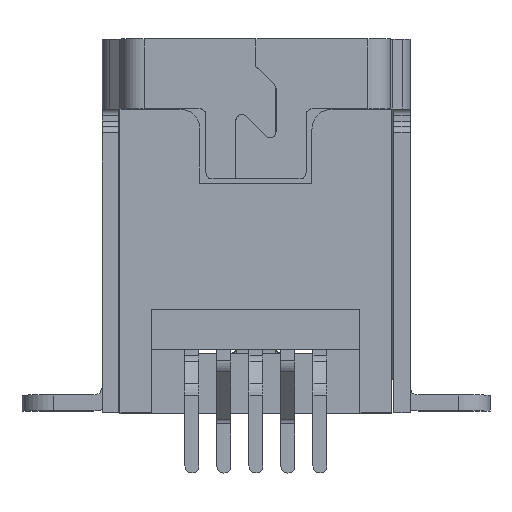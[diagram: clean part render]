
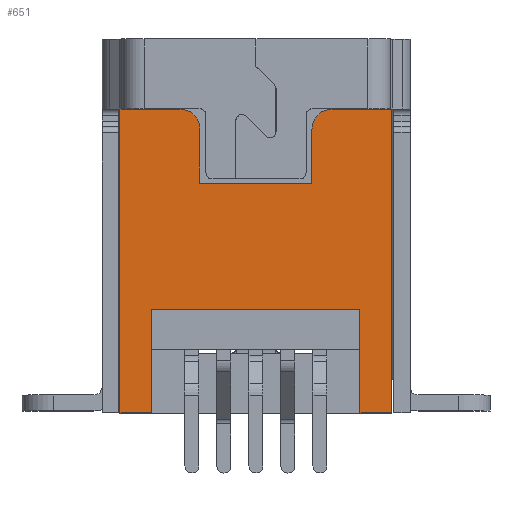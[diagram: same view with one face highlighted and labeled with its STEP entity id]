
A CAD part, top view. The second image highlights one B-rep face of the part: STEP entity #651.
In plain terms, the highlighted face is planar.
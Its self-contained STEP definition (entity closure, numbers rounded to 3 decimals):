
#98 = CARTESIAN_POINT ( 'NONE',  ( 115.666, 190.138, 6.77 ) ) ;
#388 = VECTOR ( 'NONE', #2190, 1000. ) ;
#651 = ADVANCED_FACE ( 'NONE', ( #5464 ), #17365, .F. ) ;
#715 = AXIS2_PLACEMENT_3D ( 'NONE', #3189, #13627, #6026 ) ;
#978 = CARTESIAN_POINT ( 'NONE',  ( 114.866, 190.138, 9.35 ) ) ;
#1030 = VECTOR ( 'NONE', #9572, 1000. ) ;
#1124 = LINE ( 'NONE', #7072, #7561 ) ;
#1264 = DIRECTION ( 'NONE',  ( 1., 0., 0. ) ) ;
#1441 = LINE ( 'NONE', #11595, #12849 ) ;
#1516 = EDGE_CURVE ( 'NONE', #9463, #18128, #17907, .T. ) ;
#1574 = CARTESIAN_POINT ( 'NONE',  ( 121.666, 190.138, 1.76 ) ) ;
#1664 = VECTOR ( 'NONE', #12662, 1000. ) ;
#2075 = CARTESIAN_POINT ( 'NONE',  ( 120.866, 190.138, 6.77 ) ) ;
#2117 = LINE ( 'NONE', #14020, #1664 ) ;
#2190 = DIRECTION ( 'NONE',  ( 1., 0., 0. ) ) ;
#2519 = DIRECTION ( 'NONE',  ( -1., 0., 0. ) ) ;
#3052 = AXIS2_PLACEMENT_3D ( 'NONE', #9955, #15286, #4945 ) ;
#3078 = CARTESIAN_POINT ( 'NONE',  ( 116.866, 190.138, 3.61 ) ) ;
#3189 = CARTESIAN_POINT ( 'NONE',  ( 116.366, 190.138, 2.26 ) ) ;
#3413 = ORIENTED_EDGE ( 'NONE', *, *, #17463, .T. ) ;
#3680 = LINE ( 'NONE', #3877, #17145 ) ;
#3813 = CARTESIAN_POINT ( 'NONE',  ( 114.866, 190.138, 1.76 ) ) ;
#3877 = CARTESIAN_POINT ( 'NONE',  ( 121.666, 190.138, 9.35 ) ) ;
#4136 = DIRECTION ( 'NONE',  ( 0., 1., 0. ) ) ;
#4272 = DIRECTION ( 'NONE',  ( 0., 0., -1. ) ) ;
#4327 = VERTEX_POINT ( 'NONE', #7637 ) ;
#4573 = LINE ( 'NONE', #98, #15594 ) ;
#4728 = EDGE_CURVE ( 'NONE', #13408, #18082, #1441, .T. ) ;
#4945 = DIRECTION ( 'NONE',  ( 1., 0., 0. ) ) ;
#4990 = DIRECTION ( 'NONE',  ( 1., 0., 0. ) ) ;
#5228 = ORIENTED_EDGE ( 'NONE', *, *, #15213, .T. ) ;
#5376 = CARTESIAN_POINT ( 'NONE',  ( 115.666, 190.138, 6.77 ) ) ;
#5464 = FACE_OUTER_BOUND ( 'NONE', #16647, .T. ) ;
#5652 = EDGE_CURVE ( 'NONE', #8145, #8453, #14766, .T. ) ;
#5746 = VERTEX_POINT ( 'NONE', #8195 ) ;
#6026 = DIRECTION ( 'NONE',  ( 1., 0., 0. ) ) ;
#6653 = EDGE_CURVE ( 'NONE', #5746, #9954, #10149, .T. ) ;
#6720 = VECTOR ( 'NONE', #4990, 1000. ) ;
#6896 = EDGE_CURVE ( 'NONE', #9463, #10385, #18642, .T. ) ;
#7055 = CARTESIAN_POINT ( 'NONE',  ( 120.166, 190.138, 2.26 ) ) ;
#7072 = CARTESIAN_POINT ( 'NONE',  ( 119.666, 190.138, 2.26 ) ) ;
#7561 = VECTOR ( 'NONE', #13037, 1000. ) ;
#7637 = CARTESIAN_POINT ( 'NONE',  ( 114.866, 190.138, 9.35 ) ) ;
#8036 = ORIENTED_EDGE ( 'NONE', *, *, #16617, .F. ) ;
#8077 = VERTEX_POINT ( 'NONE', #14159 ) ;
#8145 = VERTEX_POINT ( 'NONE', #5376 ) ;
#8195 = CARTESIAN_POINT ( 'NONE',  ( 120.166, 190.138, 1.76 ) ) ;
#8453 = VERTEX_POINT ( 'NONE', #17406 ) ;
#8573 = VECTOR ( 'NONE', #8990, 1000. ) ;
#8801 = CARTESIAN_POINT ( 'NONE',  ( 115.666, 190.138, 6.77 ) ) ;
#8990 = DIRECTION ( 'NONE',  ( 0., 0., 1. ) ) ;
#9128 = CIRCLE ( 'NONE', #715, 0.5 ) ;
#9463 = VERTEX_POINT ( 'NONE', #12533 ) ;
#9572 = DIRECTION ( 'NONE',  ( 1., 0., 0. ) ) ;
#9677 = CARTESIAN_POINT ( 'NONE',  ( 119.666, 190.138, 2.26 ) ) ;
#9954 = VERTEX_POINT ( 'NONE', #9677 ) ;
#9955 = CARTESIAN_POINT ( 'NONE',  ( 118.266, 190.138, 4.11 ) ) ;
#10149 = CIRCLE ( 'NONE', #16679, 0.5 ) ;
#10385 = VERTEX_POINT ( 'NONE', #11514 ) ;
#10931 = ORIENTED_EDGE ( 'NONE', *, *, #12725, .T. ) ;
#10960 = ORIENTED_EDGE ( 'NONE', *, *, #15890, .F. ) ;
#10982 = VERTEX_POINT ( 'NONE', #19002 ) ;
#11095 = VECTOR ( 'NONE', #17367, 1000. ) ;
#11460 = DIRECTION ( 'NONE',  ( 0., 0., -1. ) ) ;
#11514 = CARTESIAN_POINT ( 'NONE',  ( 119.666, 190.138, 3.61 ) ) ;
#11547 = ORIENTED_EDGE ( 'NONE', *, *, #1516, .F. ) ;
#11595 = CARTESIAN_POINT ( 'NONE',  ( 120.866, 190.138, 9.35 ) ) ;
#11755 = EDGE_CURVE ( 'NONE', #8145, #18082, #4573, .T. ) ;
#11966 = DIRECTION ( 'NONE',  ( 0., 0., -1. ) ) ;
#11990 = EDGE_CURVE ( 'NONE', #16825, #13408, #3680, .T. ) ;
#12189 = ORIENTED_EDGE ( 'NONE', *, *, #4728, .T. ) ;
#12369 = VERTEX_POINT ( 'NONE', #16812 ) ;
#12533 = CARTESIAN_POINT ( 'NONE',  ( 116.866, 190.138, 3.61 ) ) ;
#12614 = CARTESIAN_POINT ( 'NONE',  ( 121.666, 190.138, 9.35 ) ) ;
#12662 = DIRECTION ( 'NONE',  ( -1., 0., 0. ) ) ;
#12686 = ORIENTED_EDGE ( 'NONE', *, *, #6896, .T. ) ;
#12725 = EDGE_CURVE ( 'NONE', #8077, #16825, #18057, .T. ) ;
#12849 = VECTOR ( 'NONE', #4272, 1000. ) ;
#13037 = DIRECTION ( 'NONE',  ( 0., 0., 1. ) ) ;
#13139 = CARTESIAN_POINT ( 'NONE',  ( 120.866, 190.138, 9.35 ) ) ;
#13361 = ORIENTED_EDGE ( 'NONE', *, *, #16402, .T. ) ;
#13408 = VERTEX_POINT ( 'NONE', #13139 ) ;
#13627 = DIRECTION ( 'NONE',  ( 0., 1., 0. ) ) ;
#13672 = VECTOR ( 'NONE', #11966, 1000. ) ;
#14020 = CARTESIAN_POINT ( 'NONE',  ( 115.666, 190.138, 9.35 ) ) ;
#14092 = LINE ( 'NONE', #15555, #388 ) ;
#14159 = CARTESIAN_POINT ( 'NONE',  ( 121.666, 190.138, 1.76 ) ) ;
#14347 = LINE ( 'NONE', #978, #11095 ) ;
#14766 = LINE ( 'NONE', #8801, #8573 ) ;
#14949 = DIRECTION ( 'NONE',  ( 0., 0., 1. ) ) ;
#15170 = ORIENTED_EDGE ( 'NONE', *, *, #5652, .T. ) ;
#15213 = EDGE_CURVE ( 'NONE', #10982, #12369, #15711, .T. ) ;
#15282 = ORIENTED_EDGE ( 'NONE', *, *, #16005, .T. ) ;
#15286 = DIRECTION ( 'NONE',  ( 0., 1., 0. ) ) ;
#15555 = CARTESIAN_POINT ( 'NONE',  ( 120.166, 190.138, 1.76 ) ) ;
#15591 = VECTOR ( 'NONE', #14949, 1000. ) ;
#15594 = VECTOR ( 'NONE', #1264, 1000. ) ;
#15711 = LINE ( 'NONE', #3813, #1030 ) ;
#15890 = EDGE_CURVE ( 'NONE', #18128, #12369, #9128, .T. ) ;
#16005 = EDGE_CURVE ( 'NONE', #8453, #4327, #2117, .T. ) ;
#16029 = CARTESIAN_POINT ( 'NONE',  ( 116.866, 190.138, 2.26 ) ) ;
#16402 = EDGE_CURVE ( 'NONE', #5746, #8077, #14092, .T. ) ;
#16548 = ORIENTED_EDGE ( 'NONE', *, *, #11755, .F. ) ;
#16617 = EDGE_CURVE ( 'NONE', #9954, #10385, #1124, .T. ) ;
#16647 = EDGE_LOOP ( 'NONE', ( #3413, #5228, #10960, #11547, #12686, #8036, #16943, #13361, #10931, #19160, #12189, #16548, #15170, #15282 ) ) ;
#16679 = AXIS2_PLACEMENT_3D ( 'NONE', #7055, #4136, #11460 ) ;
#16812 = CARTESIAN_POINT ( 'NONE',  ( 116.366, 190.138, 1.76 ) ) ;
#16825 = VERTEX_POINT ( 'NONE', #12614 ) ;
#16943 = ORIENTED_EDGE ( 'NONE', *, *, #6653, .F. ) ;
#17145 = VECTOR ( 'NONE', #2519, 1000. ) ;
#17365 = PLANE ( 'NONE',  #3052 ) ;
#17367 = DIRECTION ( 'NONE',  ( 0., 0., -1. ) ) ;
#17406 = CARTESIAN_POINT ( 'NONE',  ( 115.666, 190.138, 9.35 ) ) ;
#17463 = EDGE_CURVE ( 'NONE', #4327, #10982, #14347, .T. ) ;
#17907 = LINE ( 'NONE', #3078, #13672 ) ;
#18057 = LINE ( 'NONE', #1574, #15591 ) ;
#18082 = VERTEX_POINT ( 'NONE', #2075 ) ;
#18128 = VERTEX_POINT ( 'NONE', #16029 ) ;
#18361 = CARTESIAN_POINT ( 'NONE',  ( 116.866, 190.138, 3.61 ) ) ;
#18642 = LINE ( 'NONE', #18361, #6720 ) ;
#19002 = CARTESIAN_POINT ( 'NONE',  ( 114.866, 190.138, 1.76 ) ) ;
#19160 = ORIENTED_EDGE ( 'NONE', *, *, #11990, .T. ) ;
